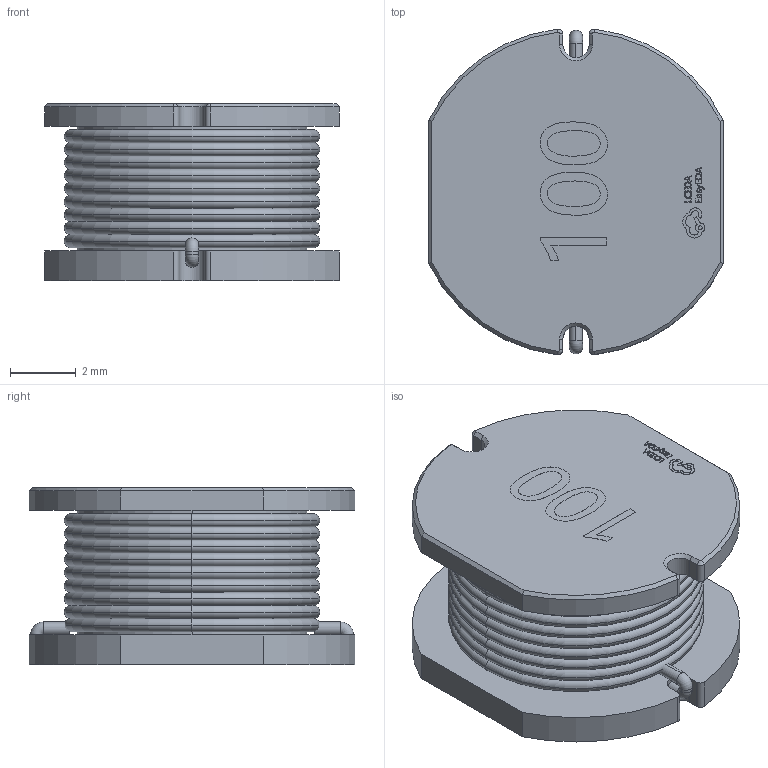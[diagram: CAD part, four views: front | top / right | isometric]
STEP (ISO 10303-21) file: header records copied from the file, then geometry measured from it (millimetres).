
FILE_DESCRIPTION (( 'STEP AP214' ), '1' );
FILE_NAME ('IND-SMD_L10.0-W9.0-H5.4.step', '2022-07-08T23:23:53', ( '' ), ( '' ), 'SwSTEP 2.0', 'SolidWorks 2020', '' );
FILE_SCHEMA (( 'AUTOMOTIVE_DESIGN' ));
Length unit declared in the file: millimetre
Products named in the file (1): IND-SMD_L10.0-W9.0-H5.4
Bounding box: 9 x 9.94 x 5.42 mm (x, y, z)
Volume: 292.3 mm3; surface area: 624.5 mm2
Topology: 12 solids, 12 shells, 425 faces, 1106 edges, 712 vertices
Faces by surface type: plane 211, bspline 130, torus 40, cylinder 34, cone 10
Entity records: 20030 total; most frequent: CARTESIAN_POINT 5602, ORIENTED_EDGE 2196, DIRECTION 1576, EDGE_CURVE 1098, VERTEX_POINT 712, VECTOR 676, LINE 676, EDGE_LOOP 458
